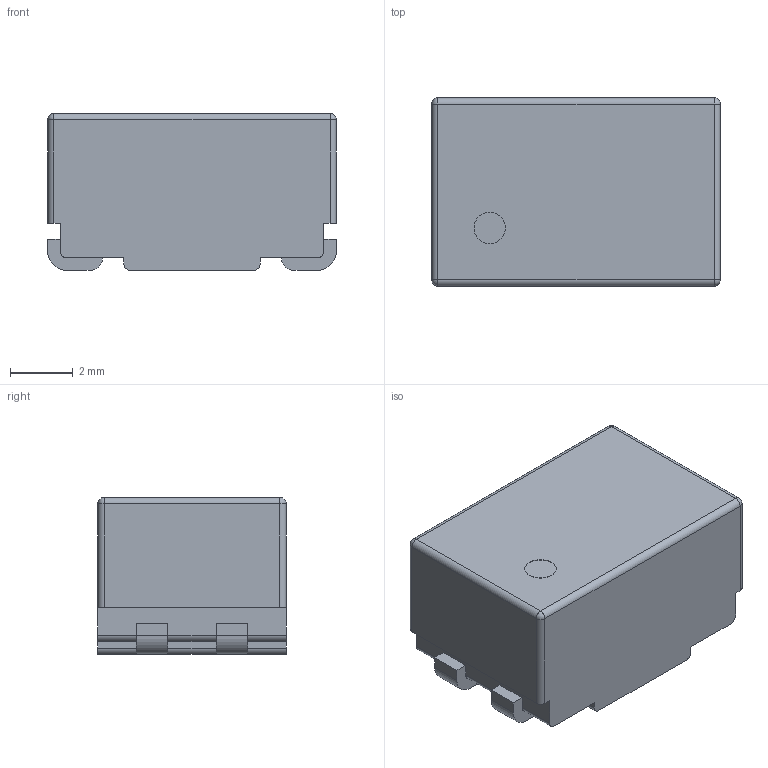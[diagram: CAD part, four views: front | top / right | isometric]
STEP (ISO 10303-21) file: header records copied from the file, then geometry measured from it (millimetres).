
FILE_DESCRIPTION((''),'2;1');
FILE_NAME('IND_WURTH_WE-SL2.stp','2012-10-01T14:46:07',(''),(''),'Mechanical Desktop 2011','Mechanical Desktop 2011',', , ');
FILE_SCHEMA(('AUTOMOTIVE_DESIGN { 1 2 10303 214 1 1 1 1 }'));
Length unit declared in the file: millimetre
Products named in the file (1): Product
Bounding box: 9.2 x 6 x 5 mm (x, y, z)
Volume: 261.4 mm3; surface area: 277.4 mm2
Topology: 5 solids, 5 shells, 85 faces, 214 edges, 136 vertices
Faces by surface type: plane 37, bspline 24, cylinder 20, sphere 4
Entity records: 2626 total; most frequent: CARTESIAN_POINT 588, ORIENTED_EDGE 420, DIRECTION 386, EDGE_CURVE 210, VECTOR 158, LINE 158, VERTEX_POINT 136, AXIS2_PLACEMENT_3D 114
